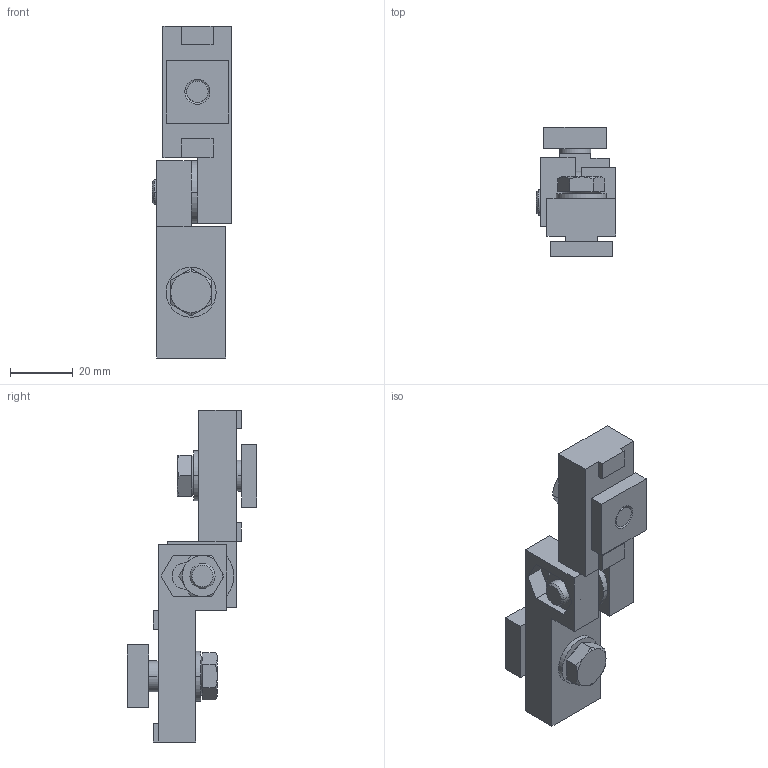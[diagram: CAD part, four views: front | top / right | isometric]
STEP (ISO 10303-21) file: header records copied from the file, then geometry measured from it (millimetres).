
FILE_DESCRIPTION(('Creo Elements/Direct Modeling STEP Export'),'2;1');
FILE_NAME('44.0460.4R_Halter-Flächenelement_Rechts.stp','2022-03-21T 9:02:20',(''),(''),'PTC Creo Elements/Direct Modeling STEP processor for AP214 (Solid Model)','PTC Creo Elements/Direct Modeling 19.0C 15-Aug-2015 (C) Parametric Technology GmbH','');
FILE_SCHEMA(('AUTOMOTIVE_DESIGN { 1 0 10303 214 1 1 1 1 }'));
Length unit declared in the file: millimetre
Products named in the file (10): Halter-Flächenelemente_Rechts_44.0460.4.1_PX175490; Halter-Flächenelemente_Links_44.0460.4.2_PX175489; Unterlegscheibe-DIN125_A84-verz_11432_PX174478.1; Vierkantnutenstein-MMS-44_M8_44.0065_PX172983; Vierkantnutenstein-MMS-55_M8_55.0065_PX175487; Sechskantschraube-DIN933_M8x20-8.8-verz_10394_PX175492; Sechskantmutter-DIN439_M8-8.8-verz_19621_PX175491; Zylinderschraube_DIN6912-M8x20-Nacharbeit_96.7293_PX175494; U-Scheibe_D20x2mm_96.7294_PX175493; Halter-Flächenelement_Rechts_44.0460.4R_PX175495
Assembly tree (11 placements, depth 2):
  Halter-Flächenelement_Rechts_44.0460.4R_PX175495
    U-Scheibe_D20x2mm_96.7294_PX175493
    Zylinderschraube_DIN6912-M8x20-Nacharbeit_96.7293_PX175494
    Sechskantmutter-DIN439_M8-8.8-verz_19621_PX175491
    Sechskantschraube-DIN933_M8x20-8.8-verz_10394_PX175492  x2
    Vierkantnutenstein-MMS-55_M8_55.0065_PX175487
    Vierkantnutenstein-MMS-44_M8_44.0065_PX172983
    Unterlegscheibe-DIN125_A84-verz_11432_PX174478.1  x2
    Halter-Flächenelemente_Links_44.0460.4.2_PX175489
    Halter-Flächenelemente_Rechts_44.0460.4.1_PX175490
Bounding box: 25.43 x 41.3 x 106 mm (x, y, z)
Volume: 38719.9 mm3; surface area: 19102.5 mm2
Topology: 11 solids, 11 shells, 226 faces, 516 edges, 322 vertices
Faces by surface type: plane 124, cone 56, cylinder 46
Entity records: 6413 total; most frequent: CARTESIAN_POINT 2013, ORIENTED_EDGE 874, DIRECTION 740, EDGE_CURVE 437, VERTEX_POINT 275, VECTOR 264, LINE 264, AXIS2_PLACEMENT_3D 238
